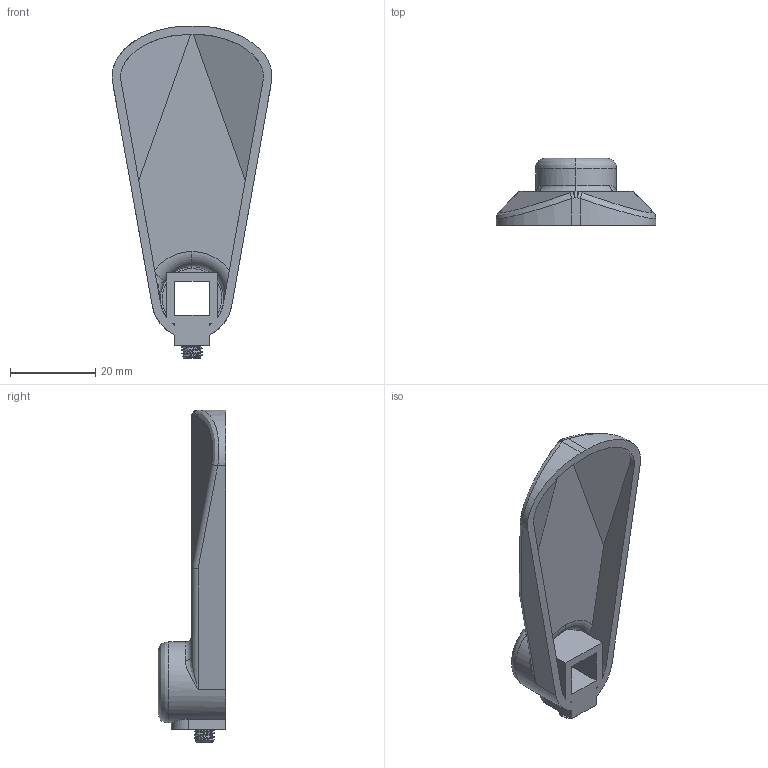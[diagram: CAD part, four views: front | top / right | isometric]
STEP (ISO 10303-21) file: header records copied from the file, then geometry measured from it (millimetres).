
FILE_DESCRIPTION (( 'STEP AP214' ), '1' );
FILE_NAME ('03695-Diecast Latch Bar 63mm.STEP', '2018-09-23T22:15:34', ( '' ), ( '' ), 'SwSTEP 2.0', 'SolidWorks 2018', '' );
FILE_SCHEMA (( 'AUTOMOTIVE_DESIGN' ));
Length unit declared in the file: millimetre
Products named in the file (1): 03695-Diecast Latch Bar 63mm
Bounding box: 37.56 x 15.85 x 78 mm (x, y, z)
Volume: 7561.5 mm3; surface area: 7565.1 mm2
Topology: 1 solids, 1 shells, 370 faces, 997 edges, 652 vertices
Faces by surface type: plane 186, bspline 149, cylinder 25, torus 4, sphere 4, cone 2
Entity records: 22876 total; most frequent: CARTESIAN_POINT 14499, ORIENTED_EDGE 1982, DIRECTION 1122, EDGE_CURVE 991, VERTEX_POINT 652, LINE 600, VECTOR 600, EDGE_LOOP 403
